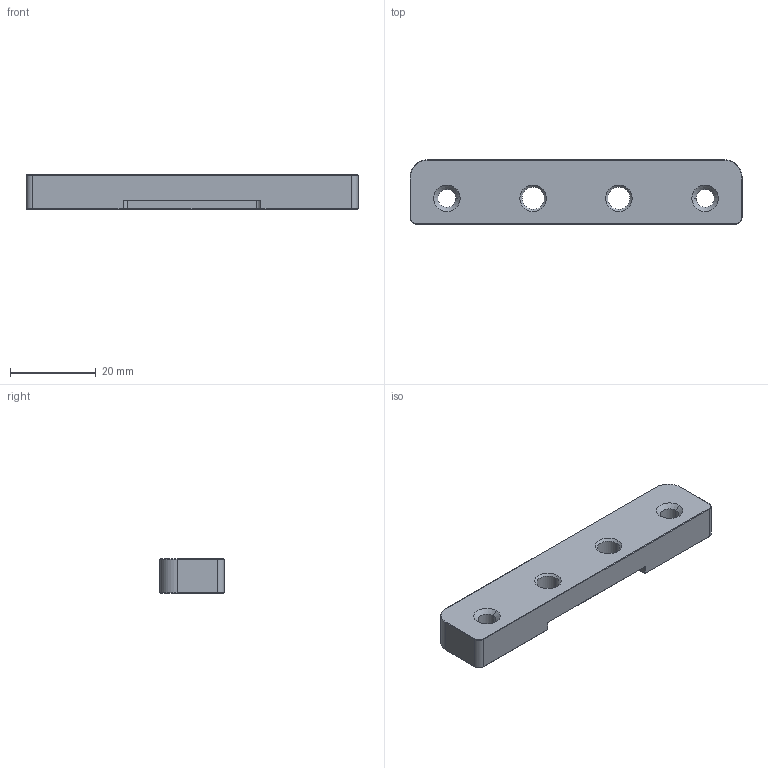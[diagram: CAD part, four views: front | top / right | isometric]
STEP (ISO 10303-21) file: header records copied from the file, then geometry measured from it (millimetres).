
FILE_DESCRIPTION (( 'STEP AP214' ), '1' );
FILE_NAME ('A249 Äèñòàíöèîííûé áëîê 14õ77.STEP', '2019-09-03T10:58:18', ( 'Windows User' ), ( '' ), 'SwSTEP 2.0', 'SolidWorks 2018', '' );
FILE_SCHEMA (( 'AUTOMOTIVE_DESIGN' ));
Length unit declared in the file: millimetre
Products named in the file (1): A249 Äèñòàíöèîííûé áëîê 14õ77
Bounding box: 77.5 x 15 x 8 mm (x, y, z)
Volume: 7956.7 mm3; surface area: 4005.4 mm2
Topology: 1 solids, 1 shells, 63 faces, 143 edges, 82 vertices
Faces by surface type: plane 27, cone 22, cylinder 14
Entity records: 1821 total; most frequent: DIRECTION 321, CARTESIAN_POINT 289, ORIENTED_EDGE 286, EDGE_CURVE 143, AXIS2_PLACEMENT_3D 114, LINE 93, VECTOR 93, VERTEX_POINT 82
